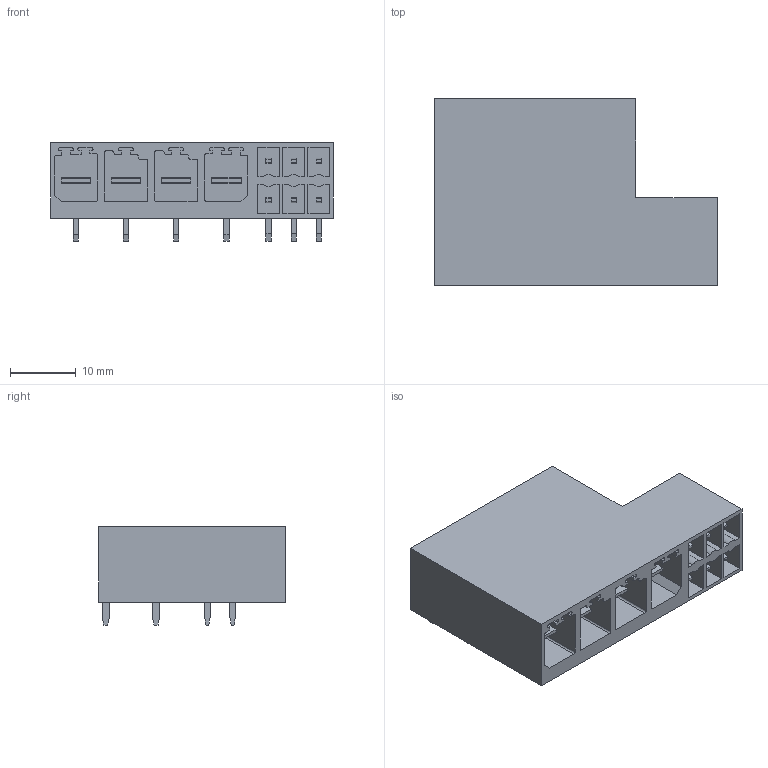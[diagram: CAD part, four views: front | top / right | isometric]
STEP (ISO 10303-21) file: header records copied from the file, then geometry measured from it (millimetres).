
FILE_DESCRIPTION(('CATIA V5 STEP Exchange','CAx-IF Rec.Pracs.--- Model Styling and Organization---1.2---2011-12-15'),'2;1');
FILE_NAME ('D1448411_0', '2018-11-28T04:44:50+00:00', ('none'), ('Weidmueller'), 'CATIA Version 5-6 Release 2014', 'CATIA V5 STEP AP214', 'none');
FILE_SCHEMA(('AUTOMOTIVE_DESIGN { 1 0 10303 214 1 1 1 1 }'));
Length unit declared in the file: millimetre
Products named in the file (1): 1090360000
Bounding box: 42.88 x 28.3 x 14.9 mm (x, y, z)
Volume: 8301.8 mm3; surface area: 8549.2 mm2
Topology: 11 solids, 11 shells, 468 faces, 1304 edges, 864 vertices
Faces by surface type: plane 412, cylinder 56
Entity records: 12308 total; most frequent: ORIENTED_EDGE 2608, CARTESIAN_POINT 2050, DIRECTION 1494, EDGE_CURVE 1132, VECTOR 1036, LINE 1036, VERTEX_POINT 736, EDGE_LOOP 502
